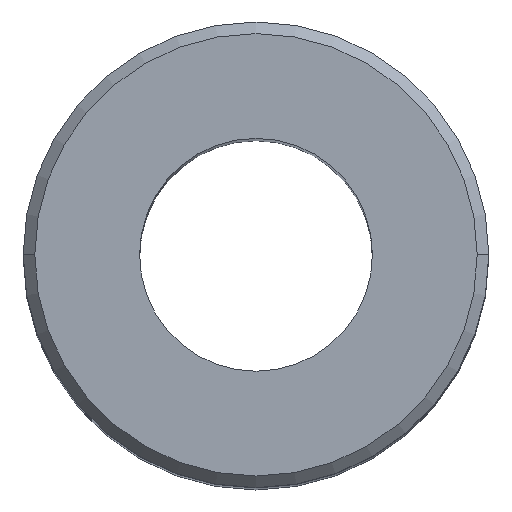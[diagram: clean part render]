
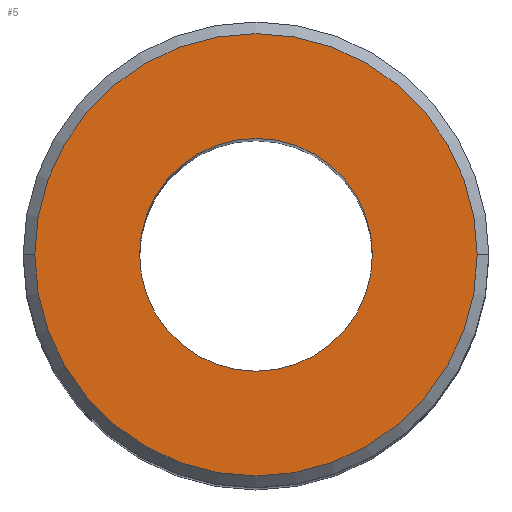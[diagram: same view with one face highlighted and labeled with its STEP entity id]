
A CAD part, top view. The second image highlights one B-rep face of the part: STEP entity #5.
In plain terms, the highlighted planar face has unit normal (0, 0, 1).
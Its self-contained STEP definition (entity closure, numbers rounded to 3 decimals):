
#5 = ADVANCED_FACE ( 'NONE', ( #107, #268 ), #338, .T. ) ;
#7 = ORIENTED_EDGE ( 'NONE', *, *, #366, .F. ) ;
#27 = CIRCLE ( 'NONE', #126, 5.7 ) ;
#51 = VERTEX_POINT ( 'NONE', #260 ) ;
#57 = DIRECTION ( 'NONE',  ( 0., 0., 1. ) ) ;
#81 = DIRECTION ( 'NONE',  ( 0., 0., 1. ) ) ;
#101 = DIRECTION ( 'NONE',  ( 1., 0., 0. ) ) ;
#107 = FACE_OUTER_BOUND ( 'NONE', #186, .T. ) ;
#126 = AXIS2_PLACEMENT_3D ( 'NONE', #234, #598, #101 ) ;
#186 = EDGE_LOOP ( 'NONE', ( #370, #379 ) ) ;
#198 = ORIENTED_EDGE ( 'NONE', *, *, #397, .F. ) ;
#229 = DIRECTION ( 'NONE',  ( 0., 0., 1. ) ) ;
#234 = CARTESIAN_POINT ( 'NONE',  ( 0., 0., 17.5 ) ) ;
#239 = AXIS2_PLACEMENT_3D ( 'NONE', #377, #57, #430 ) ;
#245 = CARTESIAN_POINT ( 'NONE',  ( -3., 0., 17.5 ) ) ;
#260 = CARTESIAN_POINT ( 'NONE',  ( -5.7, 0., 17.5 ) ) ;
#268 = FACE_BOUND ( 'NONE', #536, .T. ) ;
#269 = AXIS2_PLACEMENT_3D ( 'NONE', #546, #445, #442 ) ;
#280 = CARTESIAN_POINT ( 'NONE',  ( 5.7, 0., 17.5 ) ) ;
#286 = VERTEX_POINT ( 'NONE', #382 ) ;
#289 = EDGE_CURVE ( 'NONE', #462, #51, #624, .T. ) ;
#325 = EDGE_CURVE ( 'NONE', #51, #462, #27, .T. ) ;
#338 = PLANE ( 'NONE',  #269 ) ;
#366 = EDGE_CURVE ( 'NONE', #402, #286, #531, .T. ) ;
#370 = ORIENTED_EDGE ( 'NONE', *, *, #325, .T. ) ;
#377 = CARTESIAN_POINT ( 'NONE',  ( 0., 0., 17.5 ) ) ;
#379 = ORIENTED_EDGE ( 'NONE', *, *, #289, .T. ) ;
#382 = CARTESIAN_POINT ( 'NONE',  ( 3., 0., 17.5 ) ) ;
#397 = EDGE_CURVE ( 'NONE', #286, #402, #616, .T. ) ;
#399 = CARTESIAN_POINT ( 'NONE',  ( 0., 0., 17.5 ) ) ;
#402 = VERTEX_POINT ( 'NONE', #245 ) ;
#409 = AXIS2_PLACEMENT_3D ( 'NONE', #399, #81, #458 ) ;
#430 = DIRECTION ( 'NONE',  ( 1., 0., 0. ) ) ;
#442 = DIRECTION ( 'NONE',  ( 1., 0., 0. ) ) ;
#445 = DIRECTION ( 'NONE',  ( 0., 0., 1. ) ) ;
#458 = DIRECTION ( 'NONE',  ( 1., 0., 0. ) ) ;
#462 = VERTEX_POINT ( 'NONE', #280 ) ;
#531 = CIRCLE ( 'NONE', #239, 3. ) ;
#536 = EDGE_LOOP ( 'NONE', ( #7, #198 ) ) ;
#541 = CARTESIAN_POINT ( 'NONE',  ( 0., 0., 17.5 ) ) ;
#546 = CARTESIAN_POINT ( 'NONE',  ( 0., 0., 17.5 ) ) ;
#591 = DIRECTION ( 'NONE',  ( 1., 0., 0. ) ) ;
#592 = AXIS2_PLACEMENT_3D ( 'NONE', #541, #229, #591 ) ;
#598 = DIRECTION ( 'NONE',  ( 0., 0., 1. ) ) ;
#616 = CIRCLE ( 'NONE', #409, 3. ) ;
#624 = CIRCLE ( 'NONE', #592, 5.7 ) ;
